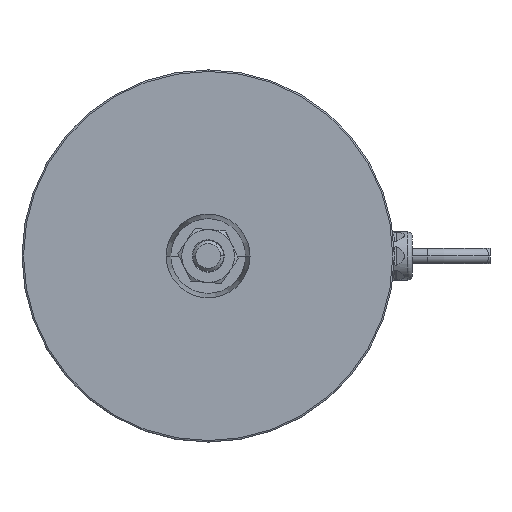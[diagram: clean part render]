
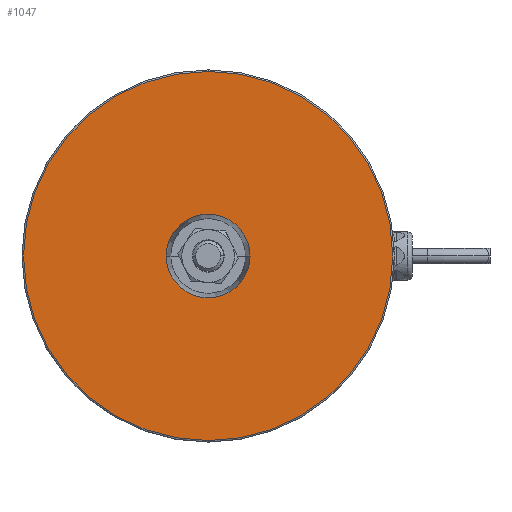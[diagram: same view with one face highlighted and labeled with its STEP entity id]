
A CAD part, front view. The second image highlights one B-rep face of the part: STEP entity #1047.
In plain terms, the highlighted planar face has unit normal (0, -1, 0).
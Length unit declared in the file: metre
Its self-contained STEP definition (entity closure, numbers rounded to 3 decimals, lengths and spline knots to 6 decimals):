
#1047=ADVANCED_FACE('22:1016',(#2010,#2011),#2012,.T.);
#2010=FACE_OUTER_BOUND('',#5056,.T.);
#2011=FACE_BOUND('',#5057,.T.);
#2012=PLANE('',#5058);
#5056=EDGE_LOOP('',(#8309,#8310));
#5057=EDGE_LOOP('',(#8311,#8312));
#5058=AXIS2_PLACEMENT_3D('',#8313,#8314,#8315);
#8309=ORIENTED_EDGE('',*,*,#9491,.F.);
#8310=ORIENTED_EDGE('',*,*,#9195,.F.);
#8311=ORIENTED_EDGE('',*,*,#9170,.T.);
#8312=ORIENTED_EDGE('',*,*,#9496,.T.);
#8313=CARTESIAN_POINT('',(0.0595,0.,0.0));
#8314=DIRECTION('',(0.0,-1.0,0.0));
#8315=DIRECTION('',(0.0,0.0,-1.0));
#9170=EDGE_CURVE('22:2125',#12251,#12248,#12252,.T.);
#9195=EDGE_CURVE('22:2104',#12293,#12296,#12297,.T.);
#9491=EDGE_CURVE('22:2104',#12296,#12293,#12743,.T.);
#9496=EDGE_CURVE('22:2125',#12248,#12251,#12748,.T.);
#12248=VERTEX_POINT('',#18642);
#12251=VERTEX_POINT('',#18646);
#12252=CIRCLE('',#18647,0.0135);
#12293=VERTEX_POINT('',#18695);
#12296=VERTEX_POINT('',#18698);
#12297=CIRCLE('',#18699,0.0595);
#12743=CIRCLE('',#20858,0.0595);
#12748=CIRCLE('',#20863,0.0135);
#18642=CARTESIAN_POINT('',(0.0135,0.0,0.));
#18646=CARTESIAN_POINT('',(-0.0135,0.0,0.));
#18647=AXIS2_PLACEMENT_3D('',#21994,#21995,#21996);
#18695=CARTESIAN_POINT('',(0.,0.,0.0595));
#18698=CARTESIAN_POINT('',(0.,0.,-0.0595));
#18699=AXIS2_PLACEMENT_3D('',#22055,#22056,#22057);
#20858=AXIS2_PLACEMENT_3D('',#22292,#22293,#22294);
#20863=AXIS2_PLACEMENT_3D('',#22307,#22308,#22309);
#21994=CARTESIAN_POINT('',(0.0,0.0,0.0));
#21995=DIRECTION('',(-0.0,1.0,0.0));
#21996=DIRECTION('',(1.0,0.0,0.0));
#22055=CARTESIAN_POINT('',(0.0,0.,0.0));
#22056=DIRECTION('',(-0.0,1.0,0.0));
#22057=DIRECTION('',(1.0,0.0,0.0));
#22292=CARTESIAN_POINT('',(0.0,0.,0.0));
#22293=DIRECTION('',(-0.0,1.0,0.0));
#22294=DIRECTION('',(1.0,0.0,0.0));
#22307=CARTESIAN_POINT('',(0.0,0.0,0.0));
#22308=DIRECTION('',(-0.0,1.0,0.0));
#22309=DIRECTION('',(1.0,0.0,0.0));
